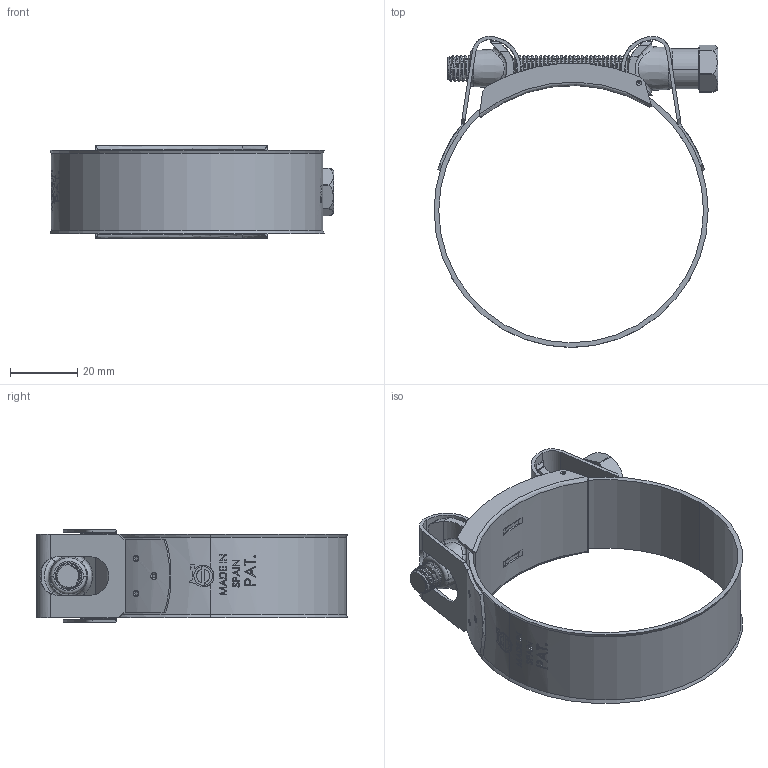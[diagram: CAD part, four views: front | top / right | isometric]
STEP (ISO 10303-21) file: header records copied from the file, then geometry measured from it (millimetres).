
FILE_DESCRIPTION (( 'STEP AP214' ), '1' );
FILE_NAME ('MK-03019194.STEP', '2018-09-10T11:59:56', ( '' ), ( '' ), 'SwSTEP 2.0', 'SolidWorks 2018', '' );
FILE_SCHEMA (( 'AUTOMOTIVE_DESIGN' ));
Length unit declared in the file: millimetre
Products named in the file (1): MK-03019194
Bounding box: 84.71 x 92.84 x 27.6 mm (x, y, z)
Volume: 16687.9 mm3; surface area: 28371.2 mm2
Topology: 6 solids, 6 shells, 739 faces, 2046 edges, 1356 vertices
Faces by surface type: cylinder 256, plane 240, bspline 203, cone 22, torus 14, sphere 4
Entity records: 62620 total; most frequent: CARTESIAN_POINT 38168, ORIENTED_EDGE 4080, DIRECTION 2384, EDGE_CURVE 2040, VERTEX_POINT 1354, AXIS2_PLACEMENT_3D 851, EDGE_LOOP 794, B_SPLINE_CURVE_WITH_KNOTS 785
